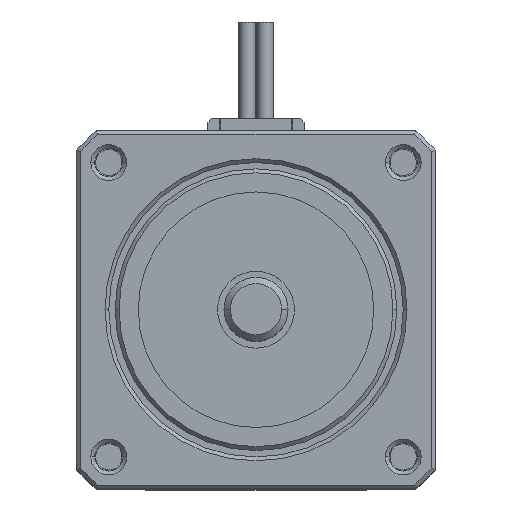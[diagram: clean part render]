
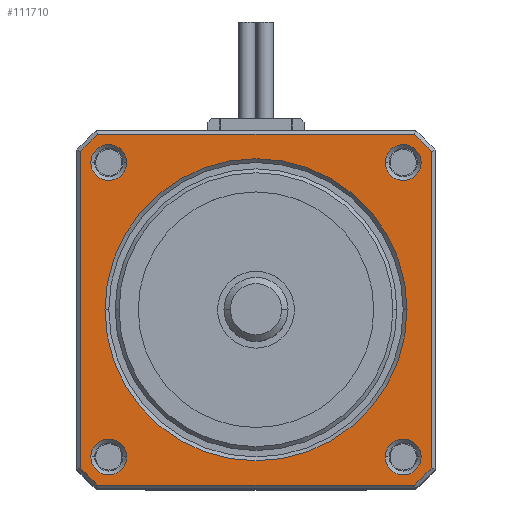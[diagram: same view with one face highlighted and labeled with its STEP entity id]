
A CAD part, top view. The second image highlights one B-rep face of the part: STEP entity #111710.
In plain terms, the highlighted planar face has unit normal (0, 0, 1).
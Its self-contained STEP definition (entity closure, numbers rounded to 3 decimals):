
#95390=CARTESIAN_POINT('',(-12.358,-13.7,0.3));
#95400=VERTEX_POINT('',#95390);
#95430=CARTESIAN_POINT('',(0.,-13.7,0.3));
#95440=DIRECTION('',(1.,0.,-0.));
#95450=VECTOR('',#95440,1.);
#95460=LINE('',#95430,#95450);
#95470=CARTESIAN_POINT('',(12.358,-13.7,0.3));
#95480=VERTEX_POINT('',#95470);
#95490=EDGE_CURVE('',#95400,#95480,#95460,.T.);
#96340=CARTESIAN_POINT('',(-13.7,12.358,0.3));
#96350=VERTEX_POINT('',#96340);
#96380=CARTESIAN_POINT('',(-13.7,0.,0.3));
#96390=DIRECTION('',(0.,-1.,0.));
#96400=VECTOR('',#96390,1.);
#96410=LINE('',#96380,#96400);
#96420=CARTESIAN_POINT('',(-13.7,-12.358,
0.3));
#96430=VERTEX_POINT('',#96420);
#96440=EDGE_CURVE('',#96350,#96430,#96410,.T.);
#97850=CARTESIAN_POINT('',(0.,0.,
0.3));
#97860=DIRECTION('',(-0.,-0.,1.));
#97870=DIRECTION('',(-1.,0.,-0.));
#97880=AXIS2_PLACEMENT_3D('',#97850,#97860,#97870);
#97890=CIRCLE('',#97880,18.45);
#97900=EDGE_CURVE('',#96430,#95400,#97890,.T.);
#104110=CARTESIAN_POINT('',(0.,0.,
0.3));
#104120=DIRECTION('',(-0.,-0.,1.));
#104130=DIRECTION('',(-1.,0.,-0.));
#104140=AXIS2_PLACEMENT_3D('',#104110,#104120,#104130);
#104150=CIRCLE('',#104140,18.45);
#104160=CARTESIAN_POINT('',(13.7,-12.358,0.3));
#104170=VERTEX_POINT('',#104160);
#104180=EDGE_CURVE('',#95480,#104170,#104150,.T.);
#104540=CARTESIAN_POINT('',(13.7,0.,0.3));
#104550=DIRECTION('',(0.,1.,-0.));
#104560=VECTOR('',#104550,1.);
#104570=LINE('',#104540,#104560);
#104580=CARTESIAN_POINT('',(13.7,12.358,0.3));
#104590=VERTEX_POINT('',#104580);
#104600=EDGE_CURVE('',#104170,#104590,#104570,.T.);
#107020=CARTESIAN_POINT('',(0.,0.,
0.3));
#107030=DIRECTION('',(-0.,-0.,1.));
#107040=DIRECTION('',(-1.,0.,-0.));
#107050=AXIS2_PLACEMENT_3D('',#107020,#107030,#107040);
#107060=CIRCLE('',#107050,18.45);
#107070=CARTESIAN_POINT('',(12.358,13.7,0.3));
#107080=VERTEX_POINT('',#107070);
#107090=EDGE_CURVE('',#104590,#107080,#107060,.T.);
#107900=CARTESIAN_POINT('',(0.,13.7,0.3));
#107910=DIRECTION('',(-1.,0.,0.));
#107920=VECTOR('',#107910,1.);
#107930=LINE('',#107900,#107920);
#107940=CARTESIAN_POINT('',(-12.358,13.7,
0.3));
#107950=VERTEX_POINT('',#107940);
#107960=EDGE_CURVE('',#107080,#107950,#107930,.T.);
#110670=CARTESIAN_POINT('',(-13.7,-13.7,0.3));
#110680=DIRECTION('',(0.,0.,1.));
#110690=DIRECTION('',(1.,0.,-0.));
#110700=AXIS2_PLACEMENT_3D('',#110670,#110680,#110690);
#110710=PLANE('',#110700);
#110720=ORIENTED_EDGE('',*,*,#97900,.T.);
#110730=ORIENTED_EDGE('',*,*,#96440,.T.);
#110740=CARTESIAN_POINT('',(0.,0.,
0.3));
#110750=DIRECTION('',(-0.,-0.,1.));
#110760=DIRECTION('',(-1.,0.,-0.));
#110770=AXIS2_PLACEMENT_3D('',#110740,#110750,#110760);
#110780=CIRCLE('',#110770,18.45);
#110790=EDGE_CURVE('',#107950,#96350,#110780,.T.);
#110800=ORIENTED_EDGE('',*,*,#110790,.T.);
#110810=ORIENTED_EDGE('',*,*,#107960,.T.);
#110820=ORIENTED_EDGE('',*,*,#107090,.T.);
#110830=ORIENTED_EDGE('',*,*,#104600,.T.);
#110840=ORIENTED_EDGE('',*,*,#104180,.T.);
#110850=ORIENTED_EDGE('',*,*,#95490,.T.);
#110860=EDGE_LOOP('',(#110850,#110840,#110830,#110820,#110810,#110800,
#110730,#110720));
#110870=FACE_OUTER_BOUND('',#110860,.T.);
#110880=CARTESIAN_POINT('',(11.5,11.5,0.3));
#110890=DIRECTION('',(-0.,-0.,-1.));
#110900=DIRECTION('',(1.,0.,0.));
#110910=AXIS2_PLACEMENT_3D('',#110880,#110890,#110900);
#110920=CIRCLE('',#110910,1.4);
#110930=CARTESIAN_POINT('',(10.1,11.5,0.3));
#110940=VERTEX_POINT('',#110930);
#110950=CARTESIAN_POINT('',(12.9,11.5,0.3));
#110960=VERTEX_POINT('',#110950);
#110970=EDGE_CURVE('',#110940,#110960,#110920,.T.);
#110980=ORIENTED_EDGE('',*,*,#110970,.T.);
#110990=EDGE_CURVE('',#110960,#110940,#110920,.T.);
#111000=ORIENTED_EDGE('',*,*,#110990,.T.);
#111010=EDGE_LOOP('',(#111000,#110980));
#111020=FACE_BOUND('',#111010,.T.);
#111030=CARTESIAN_POINT('',(-11.5,11.5,0.3));
#111040=DIRECTION('',(-0.,-0.,-1.));
#111050=DIRECTION('',(1.,0.,0.));
#111060=AXIS2_PLACEMENT_3D('',#111030,#111040,#111050);
#111070=CIRCLE('',#111060,1.4);
#111080=CARTESIAN_POINT('',(-12.9,11.5,0.3));
#111090=VERTEX_POINT('',#111080);
#111100=CARTESIAN_POINT('',(-10.1,11.5,0.3));
#111110=VERTEX_POINT('',#111100);
#111120=EDGE_CURVE('',#111090,#111110,#111070,.T.);
#111130=ORIENTED_EDGE('',*,*,#111120,.T.);
#111140=CARTESIAN_POINT('',(-11.5,10.1,0.3));
#111150=VERTEX_POINT('',#111140);
#111160=EDGE_CURVE('',#111150,#111090,#111070,.T.);
#111170=ORIENTED_EDGE('',*,*,#111160,.T.);
#111180=EDGE_CURVE('',#111110,#111150,#111070,.T.);
#111190=ORIENTED_EDGE('',*,*,#111180,.T.);
#111200=EDGE_LOOP('',(#111190,#111170,#111130));
#111210=FACE_BOUND('',#111200,.T.);
#111220=CARTESIAN_POINT('',(-11.5,-11.5,0.3));
#111230=DIRECTION('',(-0.,-0.,-1.));
#111240=DIRECTION('',(1.,0.,0.));
#111250=AXIS2_PLACEMENT_3D('',#111220,#111230,#111240);
#111260=CIRCLE('',#111250,1.4);
#111270=CARTESIAN_POINT('',(-10.1,-11.5,0.3));
#111280=VERTEX_POINT('',#111270);
#111290=CARTESIAN_POINT('',(-12.9,-11.5,0.3));
#111300=VERTEX_POINT('',#111290);
#111310=EDGE_CURVE('',#111280,#111300,#111260,.T.);
#111320=ORIENTED_EDGE('',*,*,#111310,.T.);
#111330=EDGE_CURVE('',#111300,#111280,#111260,.T.);
#111340=ORIENTED_EDGE('',*,*,#111330,.T.);
#111350=EDGE_LOOP('',(#111340,#111320));
#111360=FACE_BOUND('',#111350,.T.);
#111370=CARTESIAN_POINT('',(11.5,-11.5,0.3));
#111380=DIRECTION('',(-0.,-0.,-1.));
#111390=DIRECTION('',(1.,0.,0.));
#111400=AXIS2_PLACEMENT_3D('',#111370,#111380,#111390);
#111410=CIRCLE('',#111400,1.4);
#111420=CARTESIAN_POINT('',(10.1,-11.5,0.3));
#111430=VERTEX_POINT('',#111420);
#111440=CARTESIAN_POINT('',(12.9,-11.5,0.3));
#111450=VERTEX_POINT('',#111440);
#111460=EDGE_CURVE('',#111430,#111450,#111410,.T.);
#111470=ORIENTED_EDGE('',*,*,#111460,.T.);
#111480=CARTESIAN_POINT('',(11.5,-12.9,0.3));
#111490=VERTEX_POINT('',#111480);
#111500=EDGE_CURVE('',#111490,#111430,#111410,.T.);
#111510=ORIENTED_EDGE('',*,*,#111500,.T.);
#111520=EDGE_CURVE('',#111450,#111490,#111410,.T.);
#111530=ORIENTED_EDGE('',*,*,#111520,.T.);
#111540=EDGE_LOOP('',(#111530,#111510,#111470));
#111550=FACE_BOUND('',#111540,.T.);
#111560=CARTESIAN_POINT('',(0.,0.,
0.3));
#111570=DIRECTION('',(-0.,-0.,-1.));
#111580=DIRECTION('',(1.,0.,0.));
#111590=AXIS2_PLACEMENT_3D('',#111560,#111570,#111580);
#111600=CIRCLE('',#111590,11.8);
#111610=CARTESIAN_POINT('',(11.8,0.,0.3
));
#111620=VERTEX_POINT('',#111610);
#111630=CARTESIAN_POINT('',(-11.8,0.,0.3));
#111640=VERTEX_POINT('',#111630);
#111650=EDGE_CURVE('',#111620,#111640,#111600,.T.);
#111660=ORIENTED_EDGE('',*,*,#111650,.T.);
#111670=EDGE_CURVE('',#111640,#111620,#111600,.T.);
#111680=ORIENTED_EDGE('',*,*,#111670,.T.);
#111690=EDGE_LOOP('',(#111680,#111660));
#111700=FACE_BOUND('',#111690,.T.);
#111710=ADVANCED_FACE('',(#110870,#111020,#111210,#111360,#111550,
#111700),#110710,.T.);
